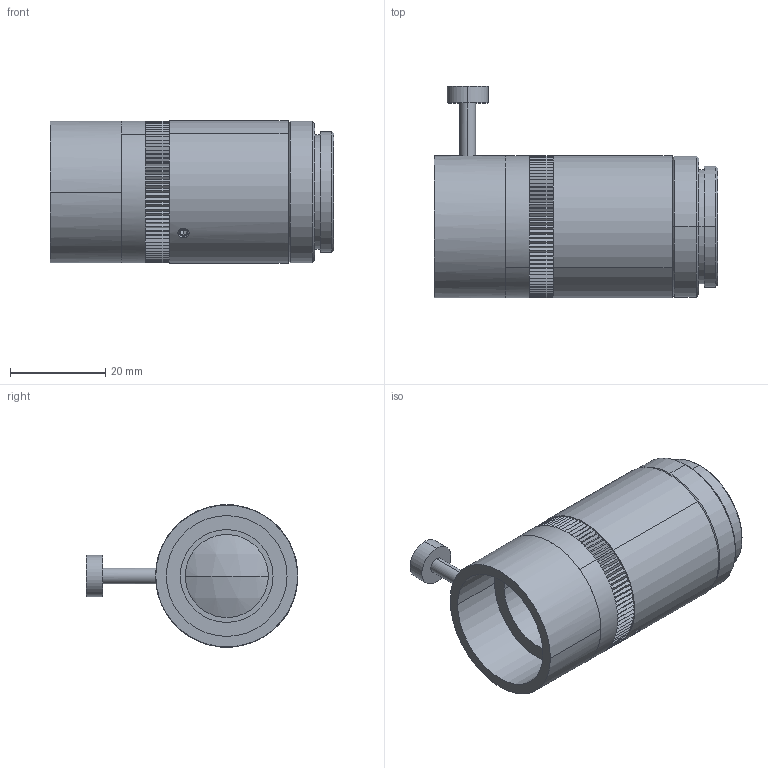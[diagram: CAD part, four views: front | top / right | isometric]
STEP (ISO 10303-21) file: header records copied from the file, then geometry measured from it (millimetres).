
FILE_DESCRIPTION (( 'STEP AP203' ), '1' );
FILE_NAME ('53043.step', '2012-04-10T22:52:04', ( '' ), ( '' ), 'SwSTEP 2.0', 'SolidWorks 2011', '' );
FILE_SCHEMA (( 'CONFIG_CONTROL_DESIGN' ));
Length unit declared in the file: millimetre
Products named in the file (1): 53043
Bounding box: 59.61 x 44.5 x 29.9 mm (x, y, z)
Volume: 23292.5 mm3; surface area: 13739 mm2
Topology: 1 solids, 5 shells, 409 faces, 1127 edges, 748 vertices
Faces by surface type: plane 327, cylinder 64, cone 10, bspline 4, sphere 4
Entity records: 13279 total; most frequent: CARTESIAN_POINT 2465, DIRECTION 2264, ORIENTED_EDGE 2254, EDGE_CURVE 1127, VECTOR 770, LINE 770, VERTEX_POINT 748, AXIS2_PLACEMENT_3D 747
